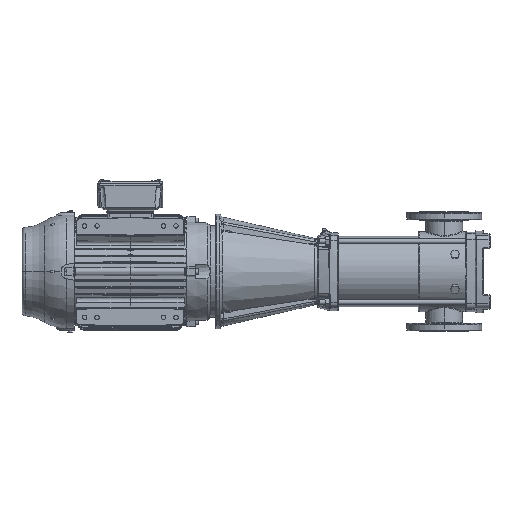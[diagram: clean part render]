
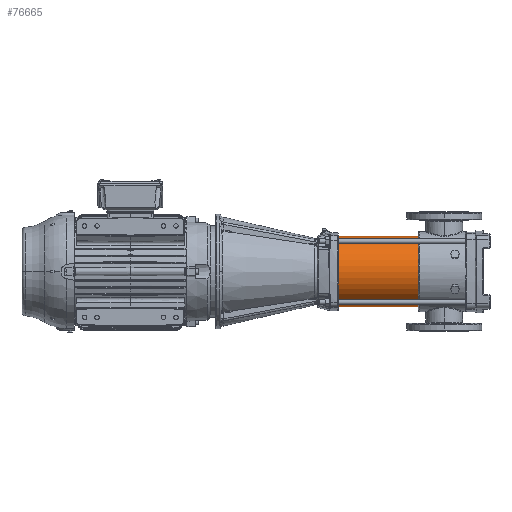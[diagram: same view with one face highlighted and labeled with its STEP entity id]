
A CAD part, left-side view. The second image highlights one B-rep face of the part: STEP entity #76665.
In plain terms, the highlighted cylindrical face has radius 108 mm (diameter 216 mm), a partial arc.
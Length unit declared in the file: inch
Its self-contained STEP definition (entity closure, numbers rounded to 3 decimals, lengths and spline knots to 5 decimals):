
#2550 = CARTESIAN_POINT ( 'NONE',  ( 0., 8.62205, -4.25197 ) ) ;
#10276 = FACE_OUTER_BOUND ( 'NONE', #105570, .T. ) ;
#14314 = AXIS2_PLACEMENT_3D ( 'NONE', #90854, #154037, #40849 ) ;
#15051 = VERTEX_POINT ( 'NONE', #80405 ) ;
#17714 = VECTOR ( 'NONE', #94780, 39.37008 ) ;
#22688 = CARTESIAN_POINT ( 'NONE',  ( 0., 18.89764, 4.25197 ) ) ;
#29088 = CARTESIAN_POINT ( 'NONE',  ( 0., 8.62205, 4.25197 ) ) ;
#29580 = EDGE_CURVE ( 'NONE', #58546, #15051, #147573, .T. ) ;
#35616 = VERTEX_POINT ( 'NONE', #29088 ) ;
#35655 = DIRECTION ( 'NONE',  ( 0., 1., 0. ) ) ;
#38651 = AXIS2_PLACEMENT_3D ( 'NONE', #110344, #35655, #85671 ) ;
#39192 = ORIENTED_EDGE ( 'NONE', *, *, #140470, .T. ) ;
#40849 = DIRECTION ( 'NONE',  ( 0., 0., 1. ) ) ;
#50930 = CARTESIAN_POINT ( 'NONE',  ( 0., 18.89764, 0. ) ) ;
#57021 = LINE ( 'NONE', #148043, #17714 ) ;
#58546 = VERTEX_POINT ( 'NONE', #22688 ) ;
#60253 = CYLINDRICAL_SURFACE ( 'NONE', #38651, 4.25197 ) ;
#61432 = CIRCLE ( 'NONE', #14314, 4.25197 ) ;
#63684 = AXIS2_PLACEMENT_3D ( 'NONE', #50930, #115708, #87836 ) ;
#76665 = ADVANCED_FACE ( 'NONE', ( #10276 ), #60253, .T. ) ;
#79505 = DIRECTION ( 'NONE',  ( 0., 1., 0. ) ) ;
#80405 = CARTESIAN_POINT ( 'NONE',  ( 0., 18.89764, -4.25197 ) ) ;
#85671 = DIRECTION ( 'NONE',  ( 0., 0., 1. ) ) ;
#87385 = ORIENTED_EDGE ( 'NONE', *, *, #29580, .T. ) ;
#87836 = DIRECTION ( 'NONE',  ( 0., 0., 1. ) ) ;
#90854 = CARTESIAN_POINT ( 'NONE',  ( 0., 8.62205, 0. ) ) ;
#92648 = CARTESIAN_POINT ( 'NONE',  ( 0., 8.62205, -4.25197 ) ) ;
#94780 = DIRECTION ( 'NONE',  ( 0., 1., 0. ) ) ;
#105570 = EDGE_LOOP ( 'NONE', ( #158860, #39192, #118432, #87385 ) ) ;
#110344 = CARTESIAN_POINT ( 'NONE',  ( 0., 8.62205, 0. ) ) ;
#111163 = VECTOR ( 'NONE', #79505, 39.37008 ) ;
#115708 = DIRECTION ( 'NONE',  ( 0., -1., 0. ) ) ;
#118432 = ORIENTED_EDGE ( 'NONE', *, *, #159172, .T. ) ;
#131199 = LINE ( 'NONE', #92648, #111163 ) ;
#139486 = EDGE_CURVE ( 'NONE', #155176, #15051, #131199, .T. ) ;
#140470 = EDGE_CURVE ( 'NONE', #155176, #35616, #61432, .T. ) ;
#147573 = CIRCLE ( 'NONE', #63684, 4.25197 ) ;
#148043 = CARTESIAN_POINT ( 'NONE',  ( 0., 8.62205, 4.25197 ) ) ;
#154037 = DIRECTION ( 'NONE',  ( 0., 1., 0. ) ) ;
#155176 = VERTEX_POINT ( 'NONE', #2550 ) ;
#158860 = ORIENTED_EDGE ( 'NONE', *, *, #139486, .F. ) ;
#159172 = EDGE_CURVE ( 'NONE', #35616, #58546, #57021, .T. ) ;
